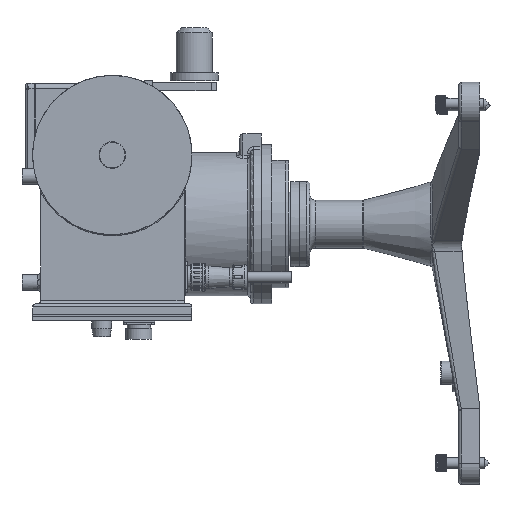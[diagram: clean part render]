
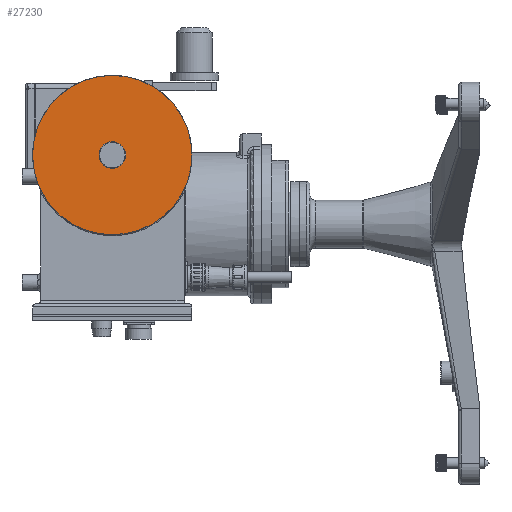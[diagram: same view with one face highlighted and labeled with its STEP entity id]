
A CAD part, left-side view. The second image highlights one B-rep face of the part: STEP entity #27230.
In plain terms, the highlighted planar face has unit normal (-1, 0, 0).
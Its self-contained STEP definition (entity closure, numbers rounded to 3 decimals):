
#2139 = CARTESIAN_POINT ( 'NONE',  ( -240.181, 118.332, 504.311 ) ) ;
#7154 = DIRECTION ( 'NONE',  ( 1., 0., 0. ) ) ;
#16112 = DIRECTION ( 'NONE',  ( 0., 0., -1. ) ) ;
#16309 = AXIS2_PLACEMENT_3D ( 'NONE', #25515, #7154, #16112 ) ;
#17145 = EDGE_CURVE ( 'NONE', #32614, #32614, #22013, .T. ) ;
#18122 = DIRECTION ( 'NONE',  ( 1., 0., 0. ) ) ;
#19075 = FACE_OUTER_BOUND ( 'NONE', #36446, .T. ) ;
#22013 = CIRCLE ( 'NONE', #16309, 75. ) ;
#23636 = ORIENTED_EDGE ( 'NONE', *, *, #17145, .F. ) ;
#25515 = CARTESIAN_POINT ( 'NONE',  ( -240.181, 118.332, 579.311 ) ) ;
#27230 = ADVANCED_FACE ( 'NONE', ( #19075 ), #36982, .F. ) ;
#30358 = CARTESIAN_POINT ( 'NONE',  ( -240.181, 118.332, 579.311 ) ) ;
#30636 = AXIS2_PLACEMENT_3D ( 'NONE', #30358, #18122, #39687 ) ;
#32614 = VERTEX_POINT ( 'NONE', #2139 ) ;
#36446 = EDGE_LOOP ( 'NONE', ( #23636 ) ) ;
#36982 = PLANE ( 'NONE',  #30636 ) ;
#39687 = DIRECTION ( 'NONE',  ( 0., 0., -1. ) ) ;
